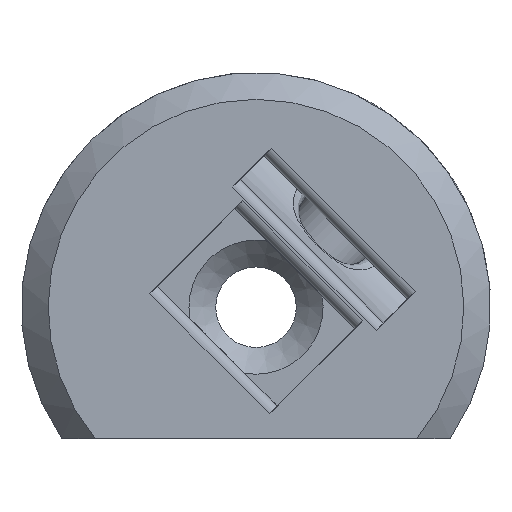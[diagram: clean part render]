
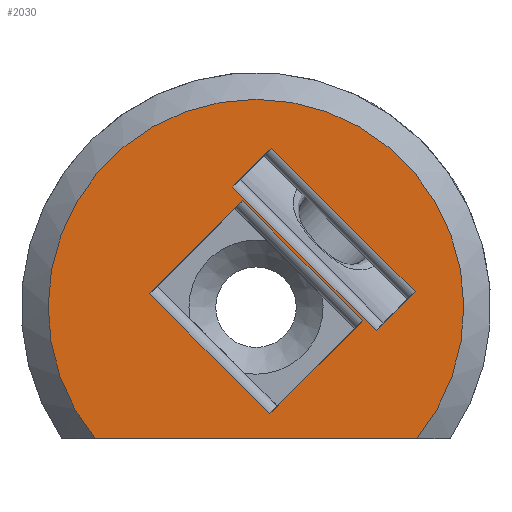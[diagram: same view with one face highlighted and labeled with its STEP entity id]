
A CAD part, left-side view. The second image highlights one B-rep face of the part: STEP entity #2030.
In plain terms, the highlighted planar face has unit normal (-1, 0, 0).
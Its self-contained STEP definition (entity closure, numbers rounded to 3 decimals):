
#16=FACE_BOUND('',#269,.T.);
#17=FACE_BOUND('',#270,.T.);
#112=PLANE('',#2178);
#154=FACE_OUTER_BOUND('',#268,.T.);
#268=EDGE_LOOP('',(#1507,#1508));
#269=EDGE_LOOP('',(#1509,#1510,#1511,#1512));
#270=EDGE_LOOP('',(#1513,#1514,#1515,#1516));
#383=CIRCLE('',#2179,15.5);
#626=LINE('',#3406,#723);
#630=LINE('',#3420,#727);
#631=LINE('',#3423,#728);
#632=LINE('',#3425,#729);
#633=LINE('',#3427,#730);
#634=LINE('',#3428,#731);
#635=LINE('',#3430,#732);
#636=LINE('',#3432,#733);
#637=LINE('',#3433,#734);
#723=VECTOR('',#2370,10.);
#727=VECTOR('',#2384,10.);
#728=VECTOR('',#2385,10.);
#729=VECTOR('',#2386,10.);
#730=VECTOR('',#2387,10.);
#731=VECTOR('',#2388,10.);
#732=VECTOR('',#2389,10.);
#733=VECTOR('',#2390,10.);
#734=VECTOR('',#2391,10.);
#857=VERTEX_POINT('',#3403);
#858=VERTEX_POINT('',#3405);
#862=VERTEX_POINT('',#3417);
#863=VERTEX_POINT('',#3418);
#864=VERTEX_POINT('',#3421);
#865=VERTEX_POINT('',#3422);
#866=VERTEX_POINT('',#3424);
#867=VERTEX_POINT('',#3426);
#868=VERTEX_POINT('',#3429);
#869=VERTEX_POINT('',#3431);
#1105=EDGE_CURVE('',#858,#857,#626,.F.);
#1111=EDGE_CURVE('',#862,#863,#383,.T.);
#1112=EDGE_CURVE('',#863,#862,#630,.T.);
#1113=EDGE_CURVE('',#864,#865,#631,.T.);
#1114=EDGE_CURVE('',#866,#865,#632,.T.);
#1115=EDGE_CURVE('',#866,#867,#633,.T.);
#1116=EDGE_CURVE('',#864,#867,#634,.T.);
#1117=EDGE_CURVE('',#868,#857,#635,.T.);
#1118=EDGE_CURVE('',#868,#869,#636,.F.);
#1119=EDGE_CURVE('',#858,#869,#637,.T.);
#1507=ORIENTED_EDGE('',*,*,#1111,.F.);
#1508=ORIENTED_EDGE('',*,*,#1112,.F.);
#1509=ORIENTED_EDGE('',*,*,#1113,.T.);
#1510=ORIENTED_EDGE('',*,*,#1114,.F.);
#1511=ORIENTED_EDGE('',*,*,#1115,.T.);
#1512=ORIENTED_EDGE('',*,*,#1116,.F.);
#1513=ORIENTED_EDGE('',*,*,#1105,.T.);
#1514=ORIENTED_EDGE('',*,*,#1117,.F.);
#1515=ORIENTED_EDGE('',*,*,#1118,.T.);
#1516=ORIENTED_EDGE('',*,*,#1119,.F.);
#2030=ADVANCED_FACE('',(#154,#16,#17),#112,.F.);
#2178=AXIS2_PLACEMENT_3D('',#3416,#2380,#2381);
#2179=AXIS2_PLACEMENT_3D('',#3419,#2382,#2383);
#2370=DIRECTION('',(0.,-0.707,0.707));
#2380=DIRECTION('center_axis',(1.,0.,0.));
#2381=DIRECTION('ref_axis',(0.,1.,0.));
#2382=DIRECTION('center_axis',(1.,0.,0.));
#2383=DIRECTION('ref_axis',(0.,1.,0.));
#2384=DIRECTION('',(0.,1.,0.));
#2385=DIRECTION('',(0.,0.707,-0.707));
#2386=DIRECTION('',(0.,-0.707,-0.707));
#2387=DIRECTION('',(0.,-0.707,0.707));
#2388=DIRECTION('',(0.,0.707,0.707));
#2389=DIRECTION('',(0.,-0.707,-0.707));
#2390=DIRECTION('',(0.,0.707,-0.707));
#2391=DIRECTION('',(0.,0.707,0.707));
#3403=CARTESIAN_POINT('',(4.,-8.963,-1.75));
#3405=CARTESIAN_POINT('',(4.,-11.862,1.149));
#3406=CARTESIAN_POINT('',(4.,-8.326,-2.386));
#3416=CARTESIAN_POINT('Origin',(4.,0.,
0.));
#3417=CARTESIAN_POINT('',(4.,11.989,-9.824));
#3418=CARTESIAN_POINT('',(4.,-11.989,-9.824));
#3419=CARTESIAN_POINT('Origin',(4.,0.,
0.));
#3420=CARTESIAN_POINT('',(4.,0.,-9.824));
#3421=CARTESIAN_POINT('',(4.,-7.937,-1.008));
#3422=CARTESIAN_POINT('',(4.,-1.008,-7.937));
#3423=CARTESIAN_POINT('',(4.,-7.442,-1.503));
#3424=CARTESIAN_POINT('',(4.,7.937,1.008));
#3425=CARTESIAN_POINT('',(4.,1.229,-5.701));
#3426=CARTESIAN_POINT('',(4.,1.008,7.937));
#3427=CARTESIAN_POINT('',(4.,2.386,6.558));
#3428=CARTESIAN_POINT('',(4.,-1.229,5.701));
#3429=CARTESIAN_POINT('',(4.,1.75,8.963));
#3430=CARTESIAN_POINT('',(4.,-5.842,1.37));
#3431=CARTESIAN_POINT('',(4.,-1.149,11.862));
#3432=CARTESIAN_POINT('',(4.,3.27,7.442));
#3433=CARTESIAN_POINT('',(4.,-4.269,8.742));
